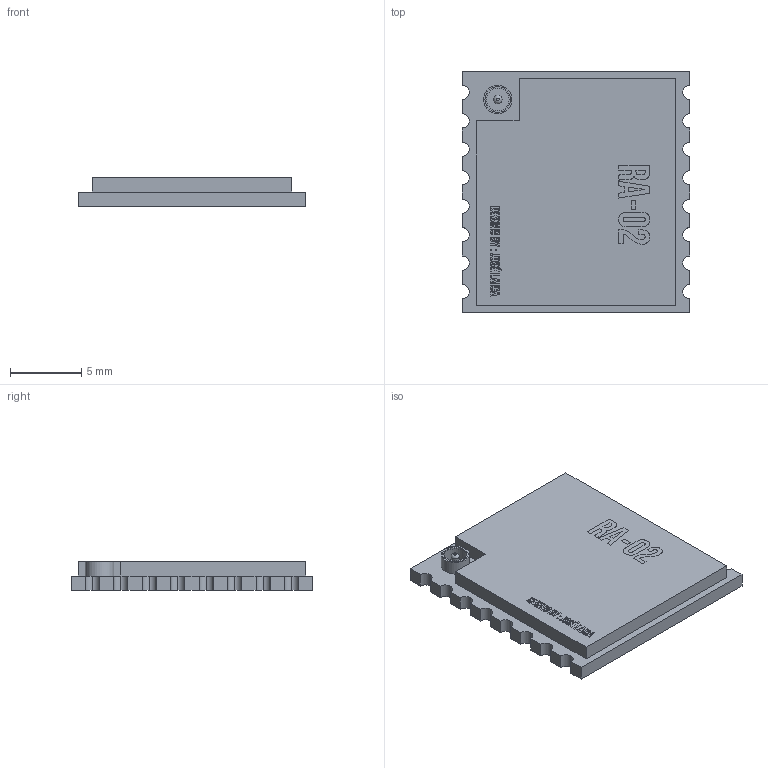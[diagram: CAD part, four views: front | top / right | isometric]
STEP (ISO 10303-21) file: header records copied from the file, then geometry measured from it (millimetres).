
FILE_DESCRIPTION(('FreeCAD Model'),'2;1');
FILE_NAME('ra_02.step', '2020-07-01T08:44:01',('Author'),(''), 'Open CASCADE STEP processor 7.3','FreeCAD','Unknown');
FILE_SCHEMA(('AUTOMOTIVE_DESIGN { 1 0 10303 214 1 1 1 1 }'));
Length unit declared in the file: millimetre
Products named in the file (7): case; ?in_plug; Body001; Fillet001; Cut; Nombre; Autor
Bounding box: 16 x 17 x 2 mm (x, y, z)
Volume: 483.2 mm3; surface area: 1133.8 mm2
Topology: 5 solids, 30 shells, 92 faces, 550 edges, 493 vertices
Faces by surface type: plane 61, cylinder 29, revolution 1, torus 1
Full cylindrical faces by diameter (mm): 0.6 x1, 1.6 x2, 2 x2
Entity records: 10668 total; most frequent: CARTESIAN_POINT 2986, DIRECTION 1016, ORIENTED_EDGE 719, PCURVE 719, DEFINITIONAL_REPRESENTATION 719, LINE 697, VECTOR 697, EDGE_CURVE 550
